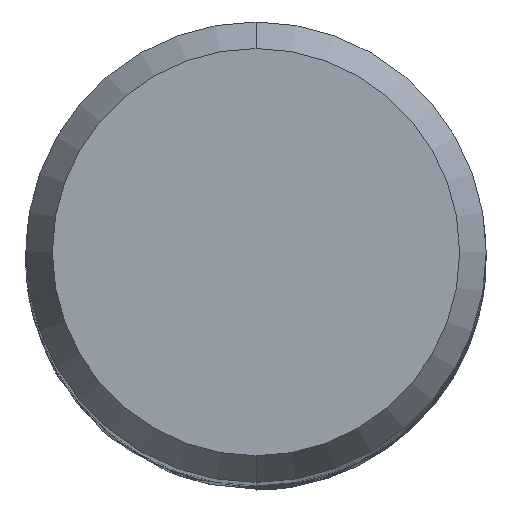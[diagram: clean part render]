
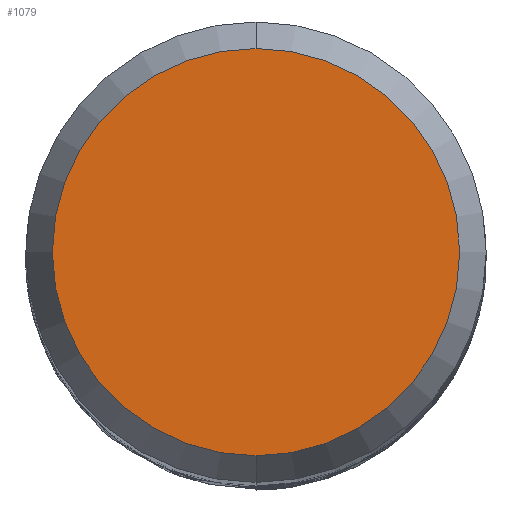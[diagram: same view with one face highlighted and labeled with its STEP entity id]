
A CAD part, top view. The second image highlights one B-rep face of the part: STEP entity #1079.
In plain terms, the highlighted planar face has unit normal (0, 0, 1).
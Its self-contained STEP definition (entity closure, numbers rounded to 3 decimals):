
#1079=ADVANCED_FACE('',(#2177),#2178,.T.);
#1085=EDGE_CURVE('',#1399,#1201,#2184,.T.);
#1089=EDGE_CURVE('',#1201,#1399,#2188,.T.);
#1201=VERTEX_POINT('',#2311);
#1399=VERTEX_POINT('',#2521);
#2177=FACE_OUTER_BOUND('',#7774,.T.);
#2178=PLANE('',#7775);
#2184=CIRCLE('',#7794,4.423);
#2188=CIRCLE('',#7799,4.423);
#2311=CARTESIAN_POINT('',(0.0,4.423,0.0));
#2521=CARTESIAN_POINT('',(0.,-4.423,0.0));
#7774=EDGE_LOOP('',(#11953,#11954));
#7775=AXIS2_PLACEMENT_3D('',#11955,#11956,#11957);
#7794=AXIS2_PLACEMENT_3D('',#11958,#11959,#11960);
#7799=AXIS2_PLACEMENT_3D('',#11961,#11962,#11963);
#11953=ORIENTED_EDGE('',*,*,#1089,.F.);
#11954=ORIENTED_EDGE('',*,*,#1085,.F.);
#11955=CARTESIAN_POINT('',(0.0,2.211,0.0));
#11956=DIRECTION('',(-0.0,0.0,1.0));
#11957=DIRECTION('',(0.0,-1.0,0.0));
#11958=CARTESIAN_POINT('',(0.0,0.0,0.0));
#11959=DIRECTION('',(0.0,0.0,-1.0));
#11960=DIRECTION('',(0.0,1.0,0.0));
#11961=CARTESIAN_POINT('',(0.0,0.0,0.0));
#11962=DIRECTION('',(0.0,0.0,-1.0));
#11963=DIRECTION('',(0.0,1.0,0.0));
